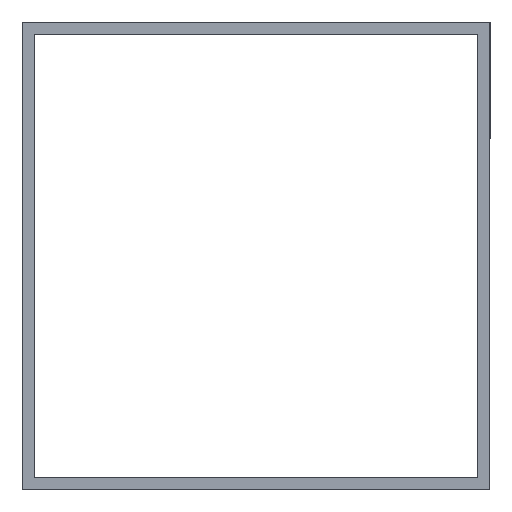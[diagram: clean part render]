
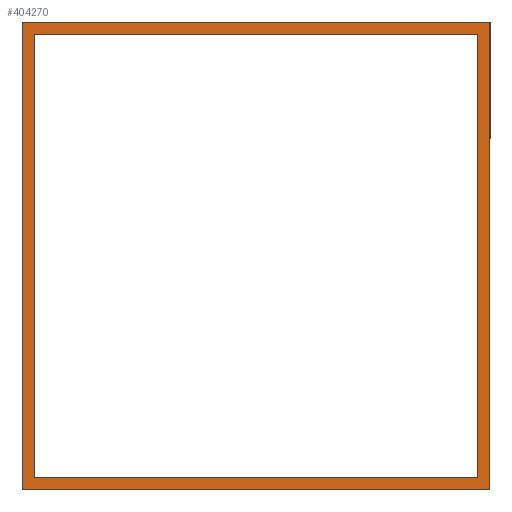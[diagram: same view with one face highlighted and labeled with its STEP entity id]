
A CAD part, left-side view. The second image highlights one B-rep face of the part: STEP entity #404270.
In plain terms, the highlighted face is planar.
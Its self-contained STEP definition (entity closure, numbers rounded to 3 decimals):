
#86520=CARTESIAN_POINT('',(-2.852,21.792,-201.5));
#86530=VERTEX_POINT('',#86520);
#86560=CARTESIAN_POINT('',(32.048,21.792,-201.5));
#86570=DIRECTION('',(1.,0.,0.));
#86580=VECTOR('',#86570,1.);
#86590=LINE('',#86560,#86580);
#86600=CARTESIAN_POINT('',(91.948,21.792,-201.5));
#86610=VERTEX_POINT('',#86600);
#86620=EDGE_CURVE('',#86530,#86610,#86590,.T.);
#173330=CARTESIAN_POINT('',(32.048,19.192,-201.5));
#173340=DIRECTION('',(1.,0.,0.));
#173350=VECTOR('',#173340,1.);
#173360=LINE('',#173330,#173350);
#173370=CARTESIAN_POINT('',(-5.452,19.192,-201.5));
#173380=VERTEX_POINT('',#173370);
#173390=CARTESIAN_POINT('',(94.548,19.192,-201.5));
#173400=VERTEX_POINT('',#173390);
#173410=EDGE_CURVE('',#173380,#173400,#173360,.T.);
#403720=CARTESIAN_POINT('',(32.048,19.192,-201.5));
#403730=DIRECTION('',(0.,0.,-1.));
#403740=DIRECTION('',(1.,0.,0.));
#403750=AXIS2_PLACEMENT_3D('',#403720,#403730,#403740);
#403760=PLANE('',#403750);
#403770=CARTESIAN_POINT('',(91.948,19.192,-201.5));
#403780=DIRECTION('',(0.,1.,0.));
#403790=VECTOR('',#403780,1.);
#403800=LINE('',#403770,#403790);
#403810=CARTESIAN_POINT('',(91.948,116.592,-201.5));
#403820=VERTEX_POINT('',#403810);
#403830=EDGE_CURVE('',#86610,#403820,#403800,.T.);
#403840=ORIENTED_EDGE('',*,*,#403830,.T.);
#403850=ORIENTED_EDGE('',*,*,#86620,.T.);
#403860=CARTESIAN_POINT('',(-2.852,19.192,-201.5));
#403870=DIRECTION('',(0.,1.,0.));
#403880=VECTOR('',#403870,1.);
#403890=LINE('',#403860,#403880);
#403900=CARTESIAN_POINT('',(-2.852,116.592,-201.5));
#403910=VERTEX_POINT('',#403900);
#403920=EDGE_CURVE('',#86530,#403910,#403890,.T.);
#403930=ORIENTED_EDGE('',*,*,#403920,.F.);
#403940=CARTESIAN_POINT('',(32.048,116.592,-201.5));
#403950=DIRECTION('',(1.,0.,0.));
#403960=VECTOR('',#403950,1.);
#403970=LINE('',#403940,#403960);
#403980=EDGE_CURVE('',#403910,#403820,#403970,.T.);
#403990=ORIENTED_EDGE('',*,*,#403980,.F.);
#404000=EDGE_LOOP('',(#403990,#403930,#403850,#403840));
#404010=FACE_BOUND('',#404000,.T.);
#404020=CARTESIAN_POINT('',(32.048,119.192,-201.5));
#404030=DIRECTION('',(1.,0.,0.));
#404040=VECTOR('',#404030,1.);
#404050=LINE('',#404020,#404040);
#404060=CARTESIAN_POINT('',(-5.452,119.192,-201.5));
#404070=VERTEX_POINT('',#404060);
#404080=CARTESIAN_POINT('',(94.548,119.192,-201.5));
#404090=VERTEX_POINT('',#404080);
#404100=EDGE_CURVE('',#404070,#404090,#404050,.T.);
#404110=ORIENTED_EDGE('',*,*,#404100,.T.);
#404120=CARTESIAN_POINT('',(-5.452,19.192,-201.5));
#404130=DIRECTION('',(0.,1.,0.));
#404140=VECTOR('',#404130,1.);
#404150=LINE('',#404120,#404140);
#404160=EDGE_CURVE('',#173380,#404070,#404150,.T.);
#404170=ORIENTED_EDGE('',*,*,#404160,.T.);
#404180=ORIENTED_EDGE('',*,*,#173410,.F.);
#404190=CARTESIAN_POINT('',(94.548,19.192,-201.5));
#404200=DIRECTION('',(0.,1.,0.));
#404210=VECTOR('',#404200,1.);
#404220=LINE('',#404190,#404210);
#404230=EDGE_CURVE('',#173400,#404090,#404220,.T.);
#404240=ORIENTED_EDGE('',*,*,#404230,.F.);
#404250=EDGE_LOOP('',(#404240,#404180,#404170,#404110));
#404260=FACE_OUTER_BOUND('',#404250,.T.);
#404270=ADVANCED_FACE('',(#404010,#404260),#403760,.T.);
